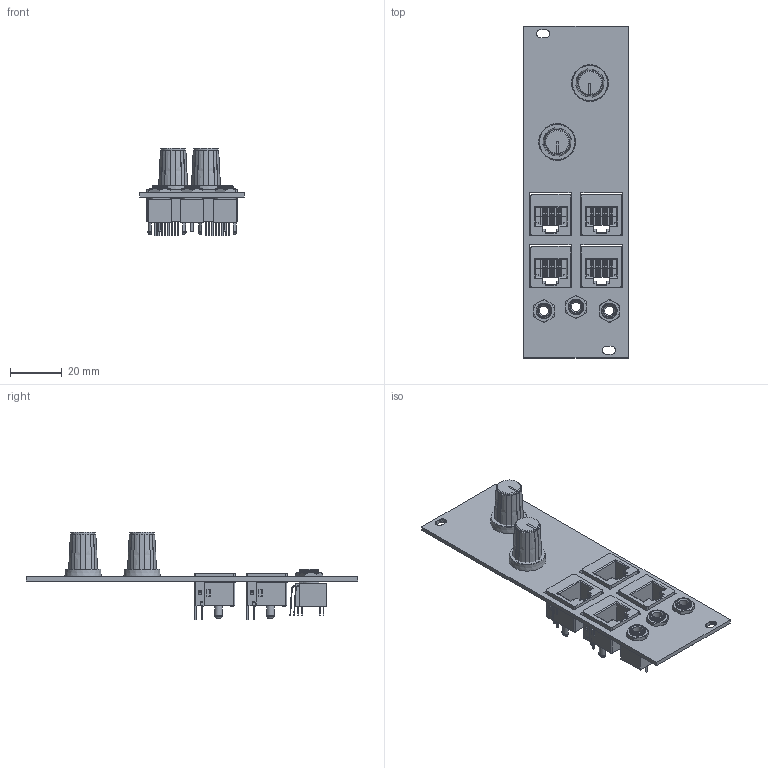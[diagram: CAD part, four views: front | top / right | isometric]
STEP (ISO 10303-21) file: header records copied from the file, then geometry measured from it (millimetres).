
FILE_DESCRIPTION(('KiCad electronic assembly'),'2;1');
FILE_NAME('Quilter_Panel.step','2023-07-26T18:38:46',('Pcbnew'),('Kicad' ),'Open CASCADE STEP processor 7.6','KiCad to STEP converter', 'Unknown');
FILE_SCHEMA(('AUTOMOTIVE_DESIGN { 1 0 10303 214 1 1 1 1 }'));
Length unit declared in the file: millimetre
Products named in the file (12): Quilter_Panel 1; PJ301M-12 Thonkiconn v0.2; SOLID; 6mm_Nut; Sifam_Knob_Small_Skirted; COMPOUND; 428788506; Hypersoniq_Panel PCB
Assembly tree (19 placements, depth 3):
  Quilter_Panel 1
    PJ301M-12 Thonkiconn v0.2  x3
      SOLID
      SOLID
      SOLID
    6mm_Nut  x3
      SOLID
    Sifam_Knob_Small_Skirted  x2
      COMPOUND
    428788506  x4
      COMPOUND
    Hypersoniq_Panel PCB
Bounding box: 40.4 x 128.5 x 33.98 mm (x, y, z)
Volume: 18075.2 mm3; surface area: 23844.6 mm2
Topology: 33 solids, 33 shells, 1879 faces, 5190 edges, 3440 vertices
Faces by surface type: plane 1633, cylinder 148, cone 92, bspline 6
Full cylindrical faces by diameter (mm): 0.762 x8, 1.016 x8, 3.6 x3, 3.966 x3, 5.5 x3, 6 x3, 7 x2
Entity records: 49484 total; most frequent: CARTESIAN_POINT 11854, DIRECTION 6813, LINE 4906, VECTOR 4906, ORIENTED_EDGE 3620, PCURVE 3620, DEFINITIONAL_REPRESENTATION 3620, EDGE_CURVE 1810
